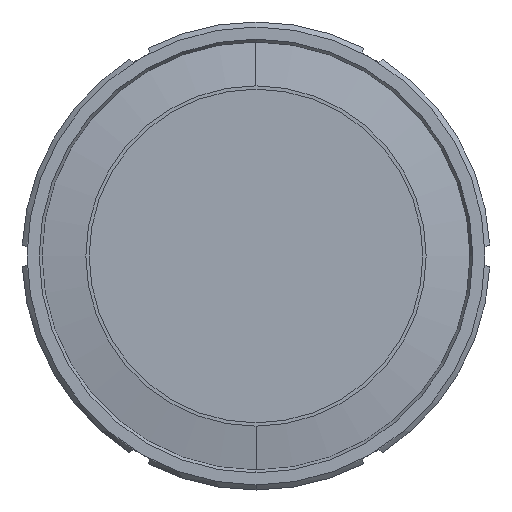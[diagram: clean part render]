
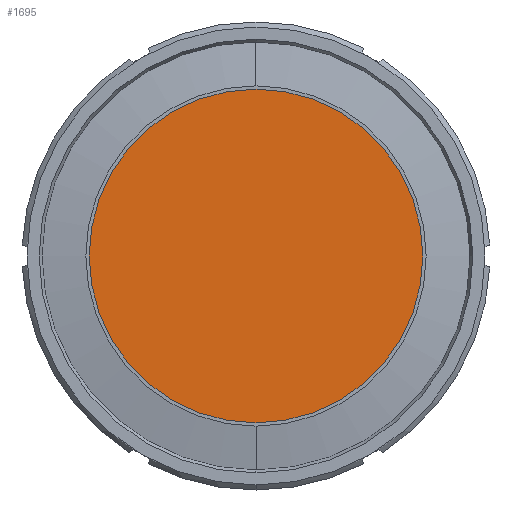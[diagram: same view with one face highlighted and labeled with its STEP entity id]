
A CAD part, left-side view. The second image highlights one B-rep face of the part: STEP entity #1695.
In plain terms, the highlighted planar face has unit normal (-1, 0, 0).
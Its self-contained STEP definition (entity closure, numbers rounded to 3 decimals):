
#33 = CARTESIAN_POINT ( 'NONE',  ( -0.837, 0., 0. ) ) ;
#45 = VERTEX_POINT ( 'NONE', #685 ) ;
#177 = AXIS2_PLACEMENT_3D ( 'NONE', #33, #1915, #1934 ) ;
#284 = AXIS2_PLACEMENT_3D ( 'NONE', #2419, #2073, #2408 ) ;
#363 = CIRCLE ( 'NONE', #284, 58.5 ) ;
#442 = PLANE ( 'NONE',  #177 ) ;
#508 = CARTESIAN_POINT ( 'NONE',  ( -0.837, 0., 0. ) ) ;
#685 = CARTESIAN_POINT ( 'NONE',  ( -0.837, 0., 58.5 ) ) ;
#857 = DIRECTION ( 'NONE',  ( 0., 0., -1. ) ) ;
#1183 = FACE_OUTER_BOUND ( 'NONE', #1510, .T. ) ;
#1203 = EDGE_CURVE ( 'NONE', #2340, #45, #1680, .T. ) ;
#1273 = EDGE_CURVE ( 'NONE', #45, #2340, #363, .T. ) ;
#1387 = ORIENTED_EDGE ( 'NONE', *, *, #1203, .F. ) ;
#1510 = EDGE_LOOP ( 'NONE', ( #1387, #1744 ) ) ;
#1521 = CARTESIAN_POINT ( 'NONE',  ( -0.837, 0., -58.5 ) ) ;
#1680 = CIRCLE ( 'NONE', #1881, 58.5 ) ;
#1695 = ADVANCED_FACE ( 'NONE', ( #1183 ), #442, .T. ) ;
#1744 = ORIENTED_EDGE ( 'NONE', *, *, #1273, .F. ) ;
#1881 = AXIS2_PLACEMENT_3D ( 'NONE', #508, #2210, #857 ) ;
#1915 = DIRECTION ( 'NONE',  ( -1., 0., 0. ) ) ;
#1934 = DIRECTION ( 'NONE',  ( 0., 0., 1. ) ) ;
#2073 = DIRECTION ( 'NONE',  ( 1., 0., 0. ) ) ;
#2210 = DIRECTION ( 'NONE',  ( 1., 0., 0. ) ) ;
#2340 = VERTEX_POINT ( 'NONE', #1521 ) ;
#2408 = DIRECTION ( 'NONE',  ( 0., 0., -1. ) ) ;
#2419 = CARTESIAN_POINT ( 'NONE',  ( -0.837, 0., 0. ) ) ;
